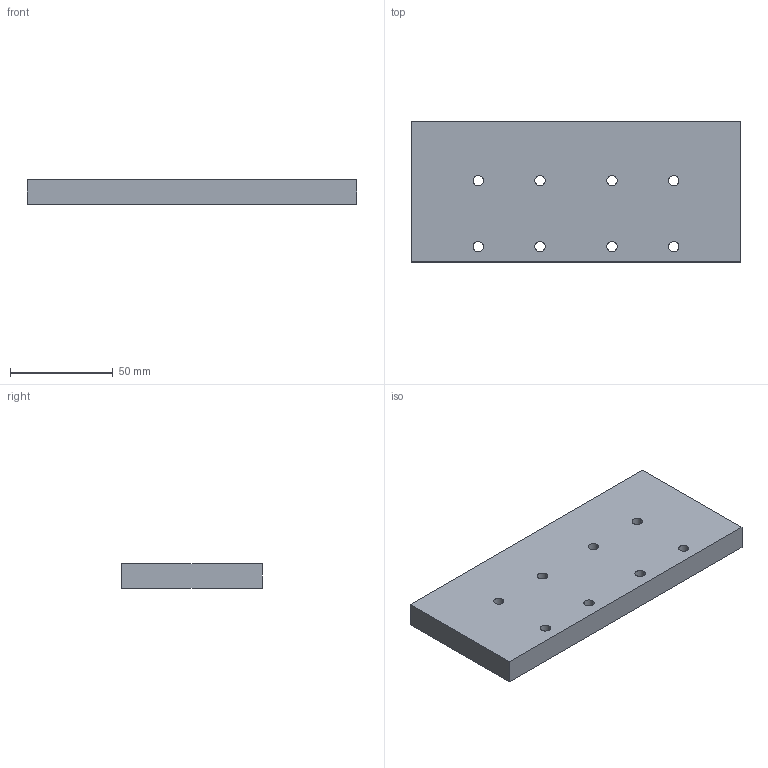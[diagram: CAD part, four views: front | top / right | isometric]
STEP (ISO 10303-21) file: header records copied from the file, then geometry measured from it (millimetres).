
FILE_DESCRIPTION (( 'STEP AP203' ), '1' );
FILE_NAME ('z top.STEP', '2012-12-20T09:46:52', ( 'Alex' ), ( '' ), 'SwSTEP 2.0', 'SolidWorks 2012', '' );
FILE_SCHEMA (( 'CONFIG_CONTROL_DESIGN' ));
Length unit declared in the file: millimetre
Products named in the file (1): z top
Bounding box: 160 x 68 x 12 mm (x, y, z)
Volume: 126200.1 mm3; surface area: 29564.6 mm2
Topology: 1 solids, 1 shells, 55 faces, 126 edges, 84 vertices
Faces by surface type: cylinder 38, plane 17
Entity records: 1705 total; most frequent: DIRECTION 314, CARTESIAN_POINT 266, ORIENTED_EDGE 252, AXIS2_PLACEMENT_3D 132, EDGE_CURVE 126, VERTEX_POINT 84, EDGE_LOOP 82, CIRCLE 76
